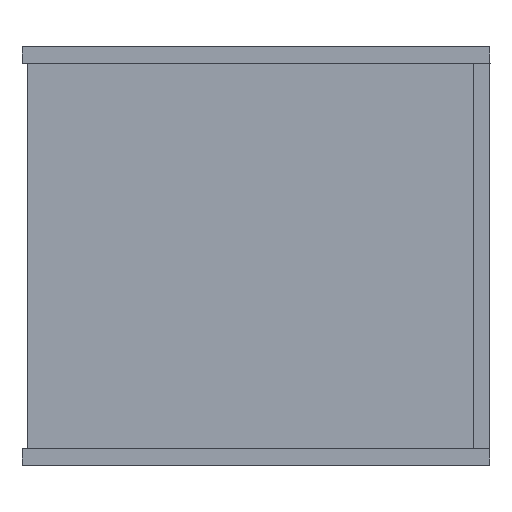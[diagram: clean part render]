
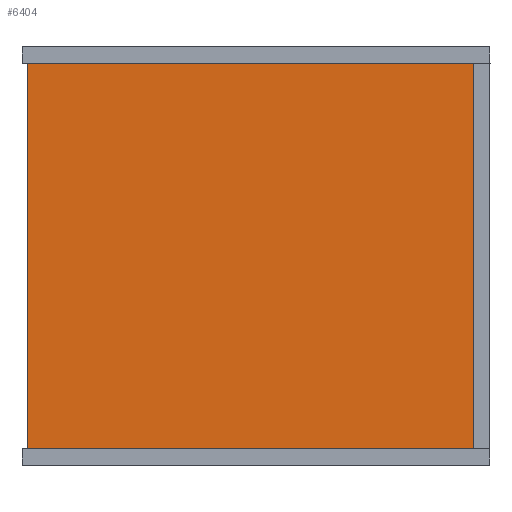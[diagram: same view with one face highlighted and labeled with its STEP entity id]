
A CAD part, front view. The second image highlights one B-rep face of the part: STEP entity #6404.
In plain terms, the highlighted planar face has unit normal (0, -1, 0).
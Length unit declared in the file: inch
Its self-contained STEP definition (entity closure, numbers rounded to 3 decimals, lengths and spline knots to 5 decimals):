
#124=FACE_OUTER_BOUND('',#448,.T.);
#448=EDGE_LOOP('',(#4639,#4640,#4641,#4642));
#942=LINE('',#9113,#1878);
#944=LINE('',#9119,#1880);
#948=LINE('',#9125,#1884);
#949=LINE('',#9127,#1885);
#1878=VECTOR('',#7428,0.3937);
#1880=VECTOR('',#7432,0.3937);
#1884=VECTOR('',#7438,0.3937);
#1885=VECTOR('',#7441,0.3937);
#2731=VERTEX_POINT('',#9106);
#2734=VERTEX_POINT('',#9111);
#2736=VERTEX_POINT('',#9116);
#2737=VERTEX_POINT('',#9118);
#3442=EDGE_CURVE('',#2731,#2734,#942,.T.);
#3444=EDGE_CURVE('',#2737,#2736,#944,.T.);
#3448=EDGE_CURVE('',#2737,#2734,#948,.T.);
#3449=EDGE_CURVE('',#2736,#2731,#949,.T.);
#4639=ORIENTED_EDGE('',*,*,#3448,.F.);
#4640=ORIENTED_EDGE('',*,*,#3444,.T.);
#4641=ORIENTED_EDGE('',*,*,#3449,.T.);
#4642=ORIENTED_EDGE('',*,*,#3442,.T.);
#6080=PLANE('',#6761);
#6404=ADVANCED_FACE('',(#124),#6080,.F.);
#6761=AXIS2_PLACEMENT_3D('',#9126,#7439,#7440);
#7428=DIRECTION('',(0.,0.,1.));
#7432=DIRECTION('',(0.,0.,-1.));
#7438=DIRECTION('',(1.,0.,0.));
#7439=DIRECTION('center_axis',(0.,1.,0.));
#7440=DIRECTION('ref_axis',(0.,0.,-1.));
#7441=DIRECTION('',(1.,0.,0.));
#9106=CARTESIAN_POINT('',(10.125,0.125,-9.));
#9111=CARTESIAN_POINT('',(10.125,0.125,0.25));
#9113=CARTESIAN_POINT('',(10.125,0.125,-4.375));
#9116=CARTESIAN_POINT('',(-0.25,0.125,-9.));
#9118=CARTESIAN_POINT('',(-0.25,0.125,0.25));
#9119=CARTESIAN_POINT('',(-0.25,0.125,-9.));
#9125=CARTESIAN_POINT('',(8.075,0.125,0.25));
#9126=CARTESIAN_POINT('Origin',(4.375,0.125,-4.375));
#9127=CARTESIAN_POINT('',(8.075,0.125,-9.));
